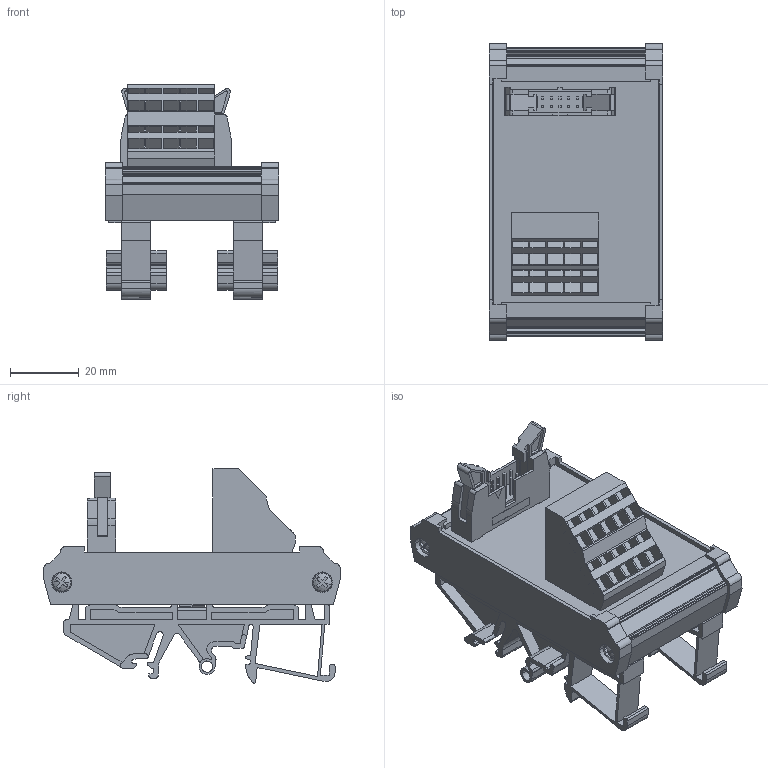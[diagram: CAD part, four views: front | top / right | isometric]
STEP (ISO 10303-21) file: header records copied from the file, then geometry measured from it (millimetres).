
FILE_DESCRIPTION(('CATIA V5R22 STEP214','CAx-IF Rec.Pracs.--- Model Styling and Organization---1.4--- 2014-01-23'),'2;1');
FILE_NAME ('032161-1_0', '2021-11-09T08:48:56+00:00', ('Weidmueller Interface'), ('Weidmueller'), 'CATIA Version 5-6 Release 2016 SP3 HF44', 'CATIA V5 STEP AP214', 'none');
FILE_SCHEMA(('AUTOMOTIVE_DESIGN { 1 0 10303 214 1 1 1 1 }'));
Length unit declared in the file: millimetre
Products named in the file (1): 8537190000_RS F10 Z
Bounding box: 50.5 x 86.4 x 62.55 mm (x, y, z)
Volume: 47250.5 mm3; surface area: 50175.3 mm2
Topology: 1 solids, 5 shells, 1381 faces, 3997 edges, 2642 vertices
Faces by surface type: plane 1028, cylinder 337, torus 8, sphere 8
Entity records: 47685 total; most frequent: CARTESIAN_POINT 10290, ORIENTED_EDGE 7994, DIRECTION 6497, EDGE_CURVE 3997, VECTOR 3159, LINE 3159, VERTEX_POINT 2642, AXIS2_PLACEMENT_3D 1960
